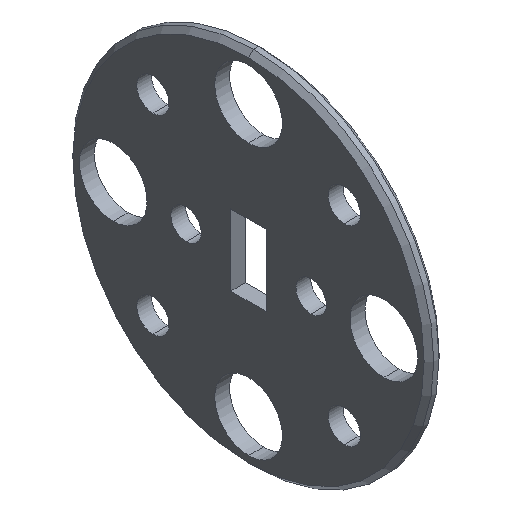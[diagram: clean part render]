
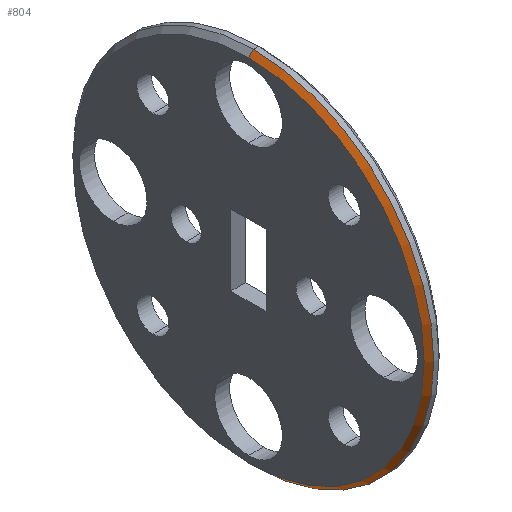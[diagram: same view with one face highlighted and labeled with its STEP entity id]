
A CAD part, isometric view. The second image highlights one B-rep face of the part: STEP entity #804.
In plain terms, the highlighted conical face has half-angle 45 degrees and reference radius 9.525 mm.
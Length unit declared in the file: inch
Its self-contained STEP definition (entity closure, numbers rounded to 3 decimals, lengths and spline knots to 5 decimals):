
#19 = CARTESIAN_POINT ( 'NONE',  ( 0.01, 0., 0. ) ) ;
#32 = DIRECTION ( 'NONE',  ( 1., 0., 0. ) ) ;
#138 = ORIENTED_EDGE ( 'NONE', *, *, #988, .F. ) ;
#150 = VERTEX_POINT ( 'NONE', #1072 ) ;
#183 = VERTEX_POINT ( 'NONE', #538 ) ;
#184 = VECTOR ( 'NONE', #1104, 39.37008 ) ;
#217 = DIRECTION ( 'NONE',  ( 0., 0., 1. ) ) ;
#221 = AXIS2_PLACEMENT_3D ( 'NONE', #19, #923, #401 ) ;
#245 = DIRECTION ( 'NONE',  ( -1., 0., 0. ) ) ;
#250 = VERTEX_POINT ( 'NONE', #472 ) ;
#255 = CONICAL_SURFACE ( 'NONE', #221, 0.375, 0.785 ) ;
#257 = CARTESIAN_POINT ( 'NONE',  ( 0.01, 0., -0.375 ) ) ;
#391 = ORIENTED_EDGE ( 'NONE', *, *, #960, .F. ) ;
#397 = AXIS2_PLACEMENT_3D ( 'NONE', #574, #32, #217 ) ;
#398 = VECTOR ( 'NONE', #958, 39.37008 ) ;
#401 = DIRECTION ( 'NONE',  ( 0., 0., -1. ) ) ;
#409 = DIRECTION ( 'NONE',  ( 0., 0., 1. ) ) ;
#415 = LINE ( 'NONE', #422, #184 ) ;
#422 = CARTESIAN_POINT ( 'NONE',  ( 0.01, 0., 0.375 ) ) ;
#472 = CARTESIAN_POINT ( 'NONE',  ( 0.01, 0., 0.375 ) ) ;
#487 = ORIENTED_EDGE ( 'NONE', *, *, #552, .T. ) ;
#538 = CARTESIAN_POINT ( 'NONE',  ( 0., 0., -0.365 ) ) ;
#552 = EDGE_CURVE ( 'NONE', #183, #628, #1001, .T. ) ;
#574 = CARTESIAN_POINT ( 'NONE',  ( 0.01, 0., 0. ) ) ;
#577 = AXIS2_PLACEMENT_3D ( 'NONE', #591, #245, #409 ) ;
#591 = CARTESIAN_POINT ( 'NONE',  ( 0., 0., 0. ) ) ;
#628 = VERTEX_POINT ( 'NONE', #1140 ) ;
#745 = ORIENTED_EDGE ( 'NONE', *, *, #826, .F. ) ;
#804 = ADVANCED_FACE ( 'NONE', ( #851 ), #255, .T. ) ;
#826 = EDGE_CURVE ( 'NONE', #250, #628, #888, .T. ) ;
#851 = FACE_OUTER_BOUND ( 'NONE', #992, .T. ) ;
#888 = CIRCLE ( 'NONE', #397, 0.375 ) ;
#923 = DIRECTION ( 'NONE',  ( 1., 0., 0. ) ) ;
#958 = DIRECTION ( 'NONE',  ( 0.707, 0., -0.707 ) ) ;
#960 = EDGE_CURVE ( 'NONE', #183, #150, #1010, .T. ) ;
#988 = EDGE_CURVE ( 'NONE', #150, #250, #415, .T. ) ;
#992 = EDGE_LOOP ( 'NONE', ( #138, #391, #487, #745 ) ) ;
#1001 = LINE ( 'NONE', #257, #398 ) ;
#1010 = CIRCLE ( 'NONE', #577, 0.365 ) ;
#1072 = CARTESIAN_POINT ( 'NONE',  ( 0., 0., 0.365 ) ) ;
#1104 = DIRECTION ( 'NONE',  ( 0.707, 0., 0.707 ) ) ;
#1140 = CARTESIAN_POINT ( 'NONE',  ( 0.01, 0., -0.375 ) ) ;
